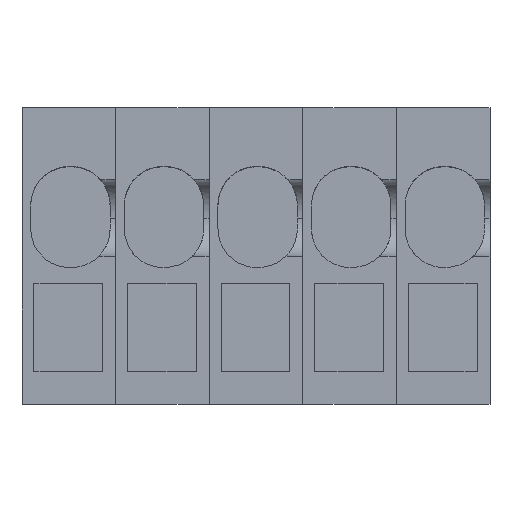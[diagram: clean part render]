
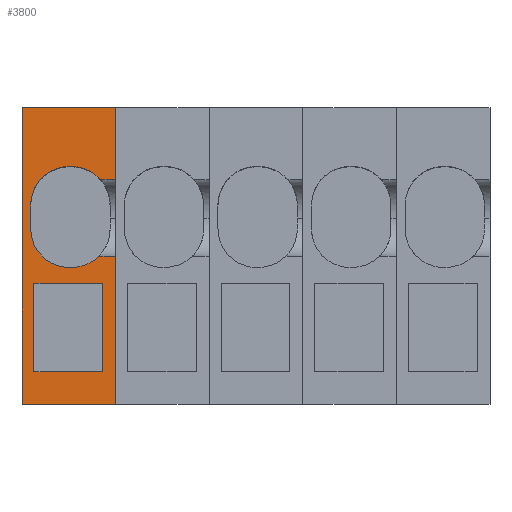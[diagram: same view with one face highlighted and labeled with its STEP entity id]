
A CAD part, top view. The second image highlights one B-rep face of the part: STEP entity #3800.
In plain terms, the highlighted planar face has unit normal (0, 0, 1).
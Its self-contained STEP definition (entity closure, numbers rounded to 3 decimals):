
#2227=AXIS2_PLACEMENT_3D('Circle Axis2P3D',#2225,#2226,$) ;
#2277=AXIS2_PLACEMENT_3D('Circle Axis2P3D',#2275,#2276,$) ;
#2298=AXIS2_PLACEMENT_3D('Circle Axis2P3D',#2296,#2297,$) ;
#2361=AXIS2_PLACEMENT_3D('Circle Axis2P3D',#2359,#2360,$) ;
#2368=AXIS2_PLACEMENT_3D('Circle Axis2P3D',#2366,#2367,$) ;
#2430=AXIS2_PLACEMENT_3D('Circle Axis2P3D',#2428,#2429,$) ;
#3750=AXIS2_PLACEMENT_3D('Plane Axis2P3D',#3747,#3748,#3749) ;
#1428=CARTESIAN_POINT('Vertex',(0.,0.,40.75)) ;
#1431=CARTESIAN_POINT('Line Origine',(0.,8.075,40.75)) ;
#1435=CARTESIAN_POINT('Vertex',(0.,16.15,40.75)) ;
#2114=CARTESIAN_POINT('Vertex',(4.288,12.225,40.75)) ;
#2128=CARTESIAN_POINT('Vertex',(5.1,12.225,40.75)) ;
#2131=CARTESIAN_POINT('Line Origine',(4.694,12.225,40.75)) ;
#2152=CARTESIAN_POINT('Vertex',(4.184,8.065,40.75)) ;
#2157=CARTESIAN_POINT('Line Origine',(4.642,8.065,40.75)) ;
#2161=CARTESIAN_POINT('Vertex',(5.1,8.065,40.75)) ;
#2222=CARTESIAN_POINT('Vertex',(2.7,7.45,40.75)) ;
#2225=CARTESIAN_POINT('Axis2P3D Location',(2.7,9.55,40.75)) ;
#2248=CARTESIAN_POINT('Vertex',(2.575,7.45,40.75)) ;
#2253=CARTESIAN_POINT('Line Origine',(2.637,7.45,40.75)) ;
#2275=CARTESIAN_POINT('Axis2P3D Location',(2.575,9.55,40.75)) ;
#2279=CARTESIAN_POINT('Vertex',(1.091,8.064,40.75)) ;
#2293=CARTESIAN_POINT('Vertex',(0.475,9.55,40.75)) ;
#2296=CARTESIAN_POINT('Axis2P3D Location',(2.575,9.55,40.75)) ;
#2325=CARTESIAN_POINT('Vertex',(0.475,10.85,40.75)) ;
#2328=CARTESIAN_POINT('Line Origine',(0.475,10.2,40.75)) ;
#2356=CARTESIAN_POINT('Vertex',(2.575,12.95,40.75)) ;
#2359=CARTESIAN_POINT('Axis2P3D Location',(2.575,10.85,40.75)) ;
#2363=CARTESIAN_POINT('Vertex',(0.987,12.225,40.75)) ;
#2366=CARTESIAN_POINT('Axis2P3D Location',(2.575,10.85,40.75)) ;
#2388=CARTESIAN_POINT('Vertex',(2.7,12.95,40.75)) ;
#2393=CARTESIAN_POINT('Line Origine',(2.637,12.95,40.75)) ;
#2428=CARTESIAN_POINT('Axis2P3D Location',(2.7,10.85,40.75)) ;
#2463=CARTESIAN_POINT('Vertex',(0.65,1.767,40.75)) ;
#2468=CARTESIAN_POINT('Line Origine',(2.525,1.767,40.75)) ;
#2472=CARTESIAN_POINT('Vertex',(4.4,1.767,40.75)) ;
#2503=CARTESIAN_POINT('Vertex',(0.65,6.57,40.75)) ;
#2508=CARTESIAN_POINT('Line Origine',(0.65,4.168,40.75)) ;
#2534=CARTESIAN_POINT('Vertex',(4.4,6.57,40.75)) ;
#2539=CARTESIAN_POINT('Line Origine',(2.525,6.57,40.75)) ;
#2561=CARTESIAN_POINT('Line Origine',(4.4,4.168,40.75)) ;
#3747=CARTESIAN_POINT('Axis2P3D Location',(76.5,15.9,40.75)) ;
#3752=CARTESIAN_POINT('Line Origine',(5.1,4.032,40.75)) ;
#3756=CARTESIAN_POINT('Vertex',(5.1,0.,40.75)) ;
#3759=CARTESIAN_POINT('Line Origine',(5.1,14.187,40.75)) ;
#3763=CARTESIAN_POINT('Vertex',(5.1,16.15,40.75)) ;
#3766=CARTESIAN_POINT('Line Origine',(2.55,16.15,40.75)) ;
#3771=CARTESIAN_POINT('Line Origine',(2.55,0.,40.75)) ;
#1432=DIRECTION('Vector Direction',(0.,1.,0.)) ;
#2132=DIRECTION('Vector Direction',(-1.,0.,0.)) ;
#2158=DIRECTION('Vector Direction',(-1.,0.,0.)) ;
#2226=DIRECTION('Axis2P3D Direction',(0.,0.,1.)) ;
#2254=DIRECTION('Vector Direction',(-1.,0.,0.)) ;
#2276=DIRECTION('Axis2P3D Direction',(0.,0.,1.)) ;
#2297=DIRECTION('Axis2P3D Direction',(0.,0.,1.)) ;
#2329=DIRECTION('Vector Direction',(0.,1.,0.)) ;
#2360=DIRECTION('Axis2P3D Direction',(-0.,0.,1.)) ;
#2367=DIRECTION('Axis2P3D Direction',(-0.,0.,1.)) ;
#2394=DIRECTION('Vector Direction',(1.,0.,0.)) ;
#2429=DIRECTION('Axis2P3D Direction',(-0.,0.,1.)) ;
#2469=DIRECTION('Vector Direction',(1.,0.,0.)) ;
#2509=DIRECTION('Vector Direction',(0.,-1.,0.)) ;
#2540=DIRECTION('Vector Direction',(-1.,0.,0.)) ;
#2562=DIRECTION('Vector Direction',(0.,-1.,0.)) ;
#3748=DIRECTION('Axis2P3D Direction',(0.,0.,-1.)) ;
#3749=DIRECTION('Axis2P3D XDirection',(-1.,0.,0.)) ;
#3753=DIRECTION('Vector Direction',(0.,-1.,0.)) ;
#3760=DIRECTION('Vector Direction',(0.,-1.,0.)) ;
#3767=DIRECTION('Vector Direction',(-1.,0.,0.)) ;
#3772=DIRECTION('Vector Direction',(-1.,0.,0.)) ;
#1433=VECTOR('Line Direction',#1432,1.) ;
#2133=VECTOR('Line Direction',#2132,1.) ;
#2159=VECTOR('Line Direction',#2158,1.) ;
#2255=VECTOR('Line Direction',#2254,1.) ;
#2330=VECTOR('Line Direction',#2329,1.) ;
#2395=VECTOR('Line Direction',#2394,1.) ;
#2470=VECTOR('Line Direction',#2469,1.) ;
#2510=VECTOR('Line Direction',#2509,1.) ;
#2541=VECTOR('Line Direction',#2540,1.) ;
#2563=VECTOR('Line Direction',#2562,1.) ;
#3754=VECTOR('Line Direction',#3753,1.) ;
#3761=VECTOR('Line Direction',#3760,1.) ;
#3768=VECTOR('Line Direction',#3767,1.) ;
#3773=VECTOR('Line Direction',#3772,1.) ;
#3777=ORIENTED_EDGE('',*,*,#3758,.F.) ;
#3778=ORIENTED_EDGE('',*,*,#2163,.T.) ;
#3779=ORIENTED_EDGE('',*,*,#2229,.F.) ;
#3780=ORIENTED_EDGE('',*,*,#2257,.F.) ;
#3781=ORIENTED_EDGE('',*,*,#2281,.F.) ;
#3782=ORIENTED_EDGE('',*,*,#2300,.T.) ;
#3783=ORIENTED_EDGE('',*,*,#2332,.F.) ;
#3784=ORIENTED_EDGE('',*,*,#2370,.T.) ;
#3785=ORIENTED_EDGE('',*,*,#2365,.F.) ;
#3786=ORIENTED_EDGE('',*,*,#2397,.F.) ;
#3787=ORIENTED_EDGE('',*,*,#2432,.F.) ;
#3788=ORIENTED_EDGE('',*,*,#2135,.F.) ;
#3789=ORIENTED_EDGE('',*,*,#3765,.F.) ;
#3790=ORIENTED_EDGE('',*,*,#3770,.T.) ;
#3791=ORIENTED_EDGE('',*,*,#1437,.T.) ;
#3792=ORIENTED_EDGE('',*,*,#3775,.F.) ;
#3795=ORIENTED_EDGE('',*,*,#2474,.F.) ;
#3796=ORIENTED_EDGE('',*,*,#2512,.F.) ;
#3797=ORIENTED_EDGE('',*,*,#2543,.F.) ;
#3798=ORIENTED_EDGE('',*,*,#2565,.F.) ;
#3799=FACE_BOUND('',#3794,.T.) ;
#3800=ADVANCED_FACE('GH_BG',(#3793,#3799),#3751,.F.) ;
#2228=CIRCLE('generated circle',#2227,2.1) ;
#2278=CIRCLE('generated circle',#2277,2.1) ;
#2299=CIRCLE('generated circle',#2298,2.1) ;
#2362=CIRCLE('generated circle',#2361,2.1) ;
#2369=CIRCLE('generated circle',#2368,2.1) ;
#2431=CIRCLE('generated circle',#2430,2.1) ;
#1437=EDGE_CURVE('',#1436,#1429,#1434,.F.) ;
#2135=EDGE_CURVE('',#2129,#2115,#2134,.T.) ;
#2163=EDGE_CURVE('',#2162,#2153,#2160,.T.) ;
#2229=EDGE_CURVE('',#2223,#2153,#2228,.T.) ;
#2257=EDGE_CURVE('',#2249,#2223,#2256,.F.) ;
#2281=EDGE_CURVE('',#2280,#2249,#2278,.T.) ;
#2300=EDGE_CURVE('',#2280,#2294,#2299,.F.) ;
#2332=EDGE_CURVE('',#2326,#2294,#2331,.F.) ;
#2365=EDGE_CURVE('',#2357,#2364,#2362,.T.) ;
#2370=EDGE_CURVE('',#2326,#2364,#2369,.F.) ;
#2397=EDGE_CURVE('',#2389,#2357,#2396,.F.) ;
#2432=EDGE_CURVE('',#2115,#2389,#2431,.T.) ;
#2474=EDGE_CURVE('',#2464,#2473,#2471,.T.) ;
#2512=EDGE_CURVE('',#2504,#2464,#2511,.T.) ;
#2543=EDGE_CURVE('',#2535,#2504,#2542,.T.) ;
#2565=EDGE_CURVE('',#2473,#2535,#2564,.F.) ;
#3758=EDGE_CURVE('',#2162,#3757,#3755,.T.) ;
#3765=EDGE_CURVE('',#3764,#2129,#3762,.T.) ;
#3770=EDGE_CURVE('',#3764,#1436,#3769,.T.) ;
#3775=EDGE_CURVE('',#3757,#1429,#3774,.T.) ;
#3776=EDGE_LOOP('',(#3777,#3778,#3779,#3780,#3781,#3782,#3783,#3784,#3785,#3786,#3787,#3788,#3789,#3790,#3791,#3792)) ;
#3794=EDGE_LOOP('',(#3795,#3796,#3797,#3798)) ;
#3793=FACE_OUTER_BOUND('',#3776,.T.) ;
#1434=LINE('Line',#1431,#1433) ;
#2134=LINE('Line',#2131,#2133) ;
#2160=LINE('Line',#2157,#2159) ;
#2256=LINE('Line',#2253,#2255) ;
#2331=LINE('Line',#2328,#2330) ;
#2396=LINE('Line',#2393,#2395) ;
#2471=LINE('Line',#2468,#2470) ;
#2511=LINE('Line',#2508,#2510) ;
#2542=LINE('Line',#2539,#2541) ;
#2564=LINE('Line',#2561,#2563) ;
#3755=LINE('Line',#3752,#3754) ;
#3762=LINE('Line',#3759,#3761) ;
#3769=LINE('Line',#3766,#3768) ;
#3774=LINE('Line',#3771,#3773) ;
#3751=PLANE('',#3750) ;
#1429=VERTEX_POINT('',#1428) ;
#1436=VERTEX_POINT('',#1435) ;
#2115=VERTEX_POINT('',#2114) ;
#2129=VERTEX_POINT('',#2128) ;
#2153=VERTEX_POINT('',#2152) ;
#2162=VERTEX_POINT('',#2161) ;
#2223=VERTEX_POINT('',#2222) ;
#2249=VERTEX_POINT('',#2248) ;
#2280=VERTEX_POINT('',#2279) ;
#2294=VERTEX_POINT('',#2293) ;
#2326=VERTEX_POINT('',#2325) ;
#2357=VERTEX_POINT('',#2356) ;
#2364=VERTEX_POINT('',#2363) ;
#2389=VERTEX_POINT('',#2388) ;
#2464=VERTEX_POINT('',#2463) ;
#2473=VERTEX_POINT('',#2472) ;
#2504=VERTEX_POINT('',#2503) ;
#2535=VERTEX_POINT('',#2534) ;
#3757=VERTEX_POINT('',#3756) ;
#3764=VERTEX_POINT('',#3763) ;
